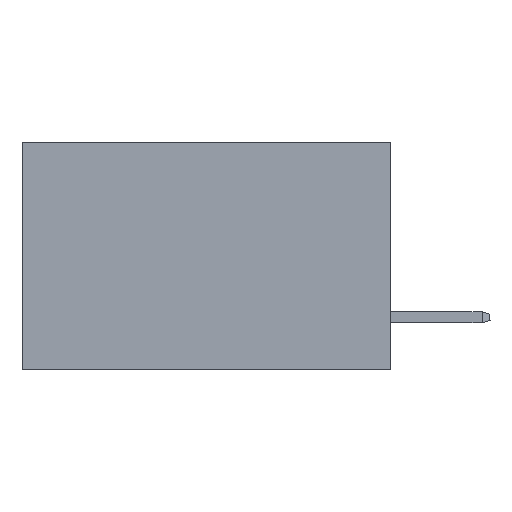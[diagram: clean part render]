
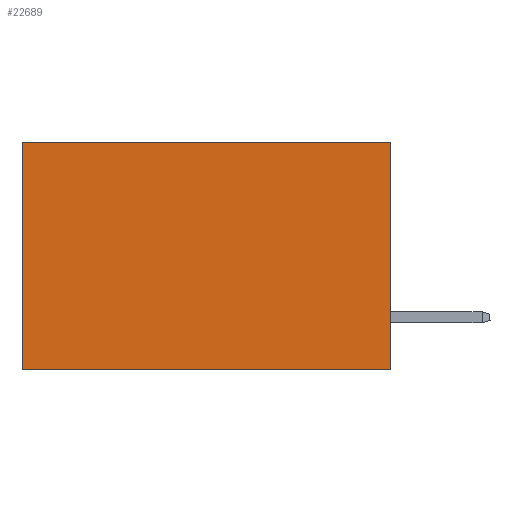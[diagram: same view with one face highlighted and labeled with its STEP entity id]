
A CAD part, left-side view. The second image highlights one B-rep face of the part: STEP entity #22689.
In plain terms, the highlighted planar face has unit normal (-1, 0, 0).
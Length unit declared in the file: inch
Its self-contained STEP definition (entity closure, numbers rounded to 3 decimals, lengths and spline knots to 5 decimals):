
#1247 = VECTOR ( 'NONE', #4444, 39.37008 ) ;
#1759 = DIRECTION ( 'NONE',  ( 0., 1., 0. ) ) ;
#2605 = CARTESIAN_POINT ( 'NONE',  ( 0.2875, 0., -0.37 ) ) ;
#4394 = DIRECTION ( 'NONE',  ( 1., 0., 0. ) ) ;
#4444 = DIRECTION ( 'NONE',  ( 0., 1., 0. ) ) ;
#5450 = EDGE_CURVE ( 'NONE', #25319, #21314, #18953, .T. ) ;
#7520 = ORIENTED_EDGE ( 'NONE', *, *, #32608, .T. ) ;
#8280 = VERTEX_POINT ( 'NONE', #24276 ) ;
#9139 = ORIENTED_EDGE ( 'NONE', *, *, #22139, .T. ) ;
#12145 = LINE ( 'NONE', #29549, #1247 ) ;
#13487 = EDGE_LOOP ( 'NONE', ( #7520, #33873, #30177, #9139 ) ) ;
#14071 = FACE_OUTER_BOUND ( 'NONE', #13487, .T. ) ;
#15112 = EDGE_CURVE ( 'NONE', #21314, #16488, #19509, .T. ) ;
#15199 = CARTESIAN_POINT ( 'NONE',  ( 0.2875, 0.6, -0.37 ) ) ;
#15858 = CARTESIAN_POINT ( 'NONE',  ( 0.2875, 0., 0. ) ) ;
#16246 = CARTESIAN_POINT ( 'NONE',  ( 0.2875, 0.6, 0. ) ) ;
#16488 = VERTEX_POINT ( 'NONE', #15199 ) ;
#17012 = AXIS2_PLACEMENT_3D ( 'NONE', #17952, #4394, #23034 ) ;
#17952 = CARTESIAN_POINT ( 'NONE',  ( 0.2875, 0., 0. ) ) ;
#18953 = LINE ( 'NONE', #15858, #20206 ) ;
#19489 = VECTOR ( 'NONE', #29439, 39.37008 ) ;
#19509 = LINE ( 'NONE', #27828, #28269 ) ;
#20206 = VECTOR ( 'NONE', #32053, 39.37008 ) ;
#21314 = VERTEX_POINT ( 'NONE', #2605 ) ;
#22139 = EDGE_CURVE ( 'NONE', #25319, #8280, #12145, .T. ) ;
#22689 = ADVANCED_FACE ( 'NONE', ( #14071 ), #28499, .F. ) ;
#23034 = DIRECTION ( 'NONE',  ( 0., 0., -1. ) ) ;
#24276 = CARTESIAN_POINT ( 'NONE',  ( 0.2875, 0.6, 0. ) ) ;
#25319 = VERTEX_POINT ( 'NONE', #33587 ) ;
#26551 = LINE ( 'NONE', #16246, #19489 ) ;
#27828 = CARTESIAN_POINT ( 'NONE',  ( 0.2875, 0., -0.37 ) ) ;
#28269 = VECTOR ( 'NONE', #1759, 39.37008 ) ;
#28499 = PLANE ( 'NONE',  #17012 ) ;
#29439 = DIRECTION ( 'NONE',  ( 0., 0., -1. ) ) ;
#29549 = CARTESIAN_POINT ( 'NONE',  ( 0.2875, 0., 0. ) ) ;
#30177 = ORIENTED_EDGE ( 'NONE', *, *, #5450, .F. ) ;
#32053 = DIRECTION ( 'NONE',  ( 0., 0., -1. ) ) ;
#32608 = EDGE_CURVE ( 'NONE', #8280, #16488, #26551, .T. ) ;
#33587 = CARTESIAN_POINT ( 'NONE',  ( 0.2875, 0., 0. ) ) ;
#33873 = ORIENTED_EDGE ( 'NONE', *, *, #15112, .F. ) ;
